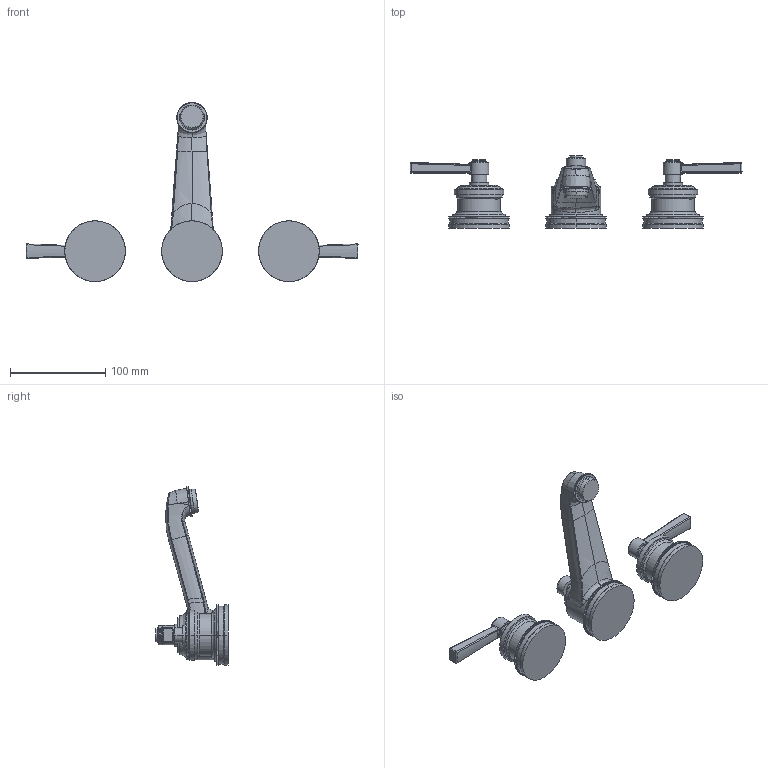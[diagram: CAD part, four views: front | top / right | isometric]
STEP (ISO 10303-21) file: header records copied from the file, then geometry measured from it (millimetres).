
FILE_DESCRIPTION((''),'2;1');
FILE_NAME('1620','2020-11-26T14:52:22',('jinson.thomas'),(''),'CREO PARAMETRIC BY PTC INC, 2018400','CREO PARAMETRIC BY PTC INC, 2018400','');
FILE_SCHEMA(('CONFIG_CONTROL_DESIGN'));
Products named in the file (1): 1620
Bounding box: 347.98 x 75.73 x 187.54 mm (x, y, z)
Volume: 438586.1 mm3; surface area: 68273.5 mm2
Topology: 3 solids, 3 shells, 2159 faces, 6220 edges, 4094 vertices
Faces by surface type: plane 1288, cylinder 693, bspline 117, torus 43, cone 10, sphere 8
Entity records: 75503 total; most frequent: CARTESIAN_POINT 18416, ORIENTED_EDGE 12424, DIRECTION 11501, EDGE_CURVE 6212, VECTOR 4439, LINE 4439, VERTEX_POINT 4094, AXIS2_PLACEMENT_3D 3531
